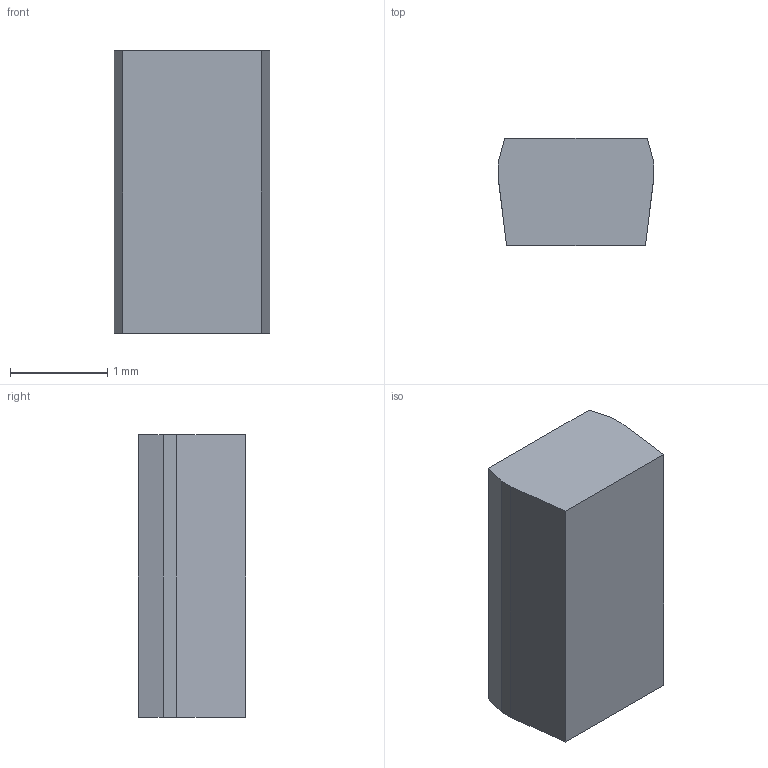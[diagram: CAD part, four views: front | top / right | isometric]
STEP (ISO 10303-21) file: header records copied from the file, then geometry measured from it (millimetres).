
FILE_DESCRIPTION(('FreeCAD Model'),'2;1');
FILE_NAME('Bloque 07 01.stp','2016-01-27T22:40:50',('FreeCAD'),('FreeCAD'), 'Open CASCADE STEP processor 6.8','FreeCAD','Unknown');
FILE_SCHEMA(('AUTOMOTIVE_DESIGN_CC2 { 1 2 10303 214 -1 1 5 4 }'));
Length unit declared in the file: millimetre
Products named in the file (1): Open CASCADE STEP translator 6.8 97
Bounding box: 1.6 x 1.1 x 2.9 mm (x, y, z)
Surface area: 18.3 mm2 (no closed solid volume)
Topology: 0 solids, 1 shells, 164 faces, 452 edges, 302 vertices
Faces by surface type: plane 85, bspline 79
Entity records: 22314 total; most frequent: CARTESIAN_POINT 15682, B_SPLINE_CURVE_WITH_KNOTS 1134, ORIENTED_EDGE 897, PCURVE 897, DEFINITIONAL_REPRESENTATION 897, EDGE_CURVE 452, SURFACE_CURVE 452, DIRECTION 387
